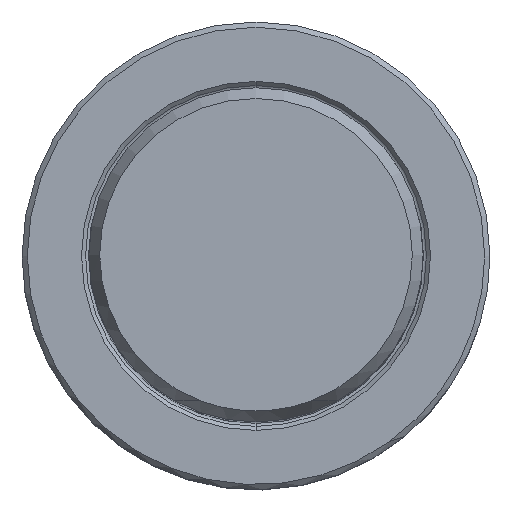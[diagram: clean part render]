
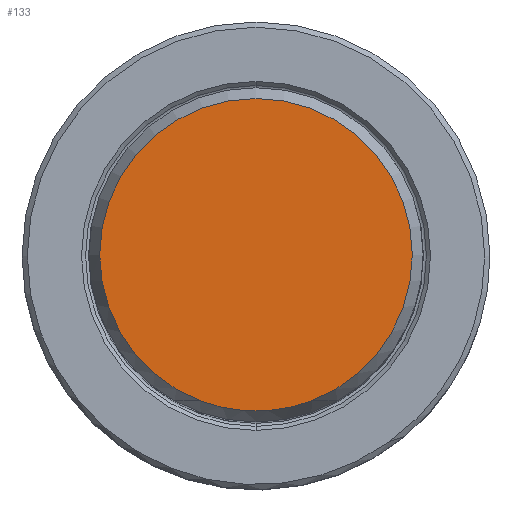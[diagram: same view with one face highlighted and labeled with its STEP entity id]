
A CAD part, top view. The second image highlights one B-rep face of the part: STEP entity #133.
In plain terms, the highlighted planar face has unit normal (0, 0, 1).
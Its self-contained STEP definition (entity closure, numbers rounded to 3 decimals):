
#40=PLANE('',#1250);
#133=ADVANCED_FACE('',(#221),#40,.F.);
#221=FACE_OUTER_BOUND('',#285,.T.);
#285=EDGE_LOOP('',(#461,#462,#463,#464));
#461=ORIENTED_EDGE('',*,*,#764,.F.);
#462=ORIENTED_EDGE('',*,*,#765,.F.);
#463=ORIENTED_EDGE('',*,*,#766,.F.);
#464=ORIENTED_EDGE('',*,*,#767,.F.);
#645=VERTEX_POINT('',#2483);
#646=VERTEX_POINT('',#2484);
#647=VERTEX_POINT('',#2486);
#648=VERTEX_POINT('',#2488);
#764=EDGE_CURVE('',#645,#646,#931,.T.);
#765=EDGE_CURVE('',#647,#645,#932,.T.);
#766=EDGE_CURVE('',#648,#647,#933,.T.);
#767=EDGE_CURVE('',#646,#648,#934,.T.);
#931=CIRCLE('',#1246,14.847);
#932=CIRCLE('',#1247,14.847);
#933=CIRCLE('',#1248,14.847);
#934=CIRCLE('',#1249,14.847);
#1246=AXIS2_PLACEMENT_3D('',#2482,#1506,#1507);
#1247=AXIS2_PLACEMENT_3D('',#2485,#1508,#1509);
#1248=AXIS2_PLACEMENT_3D('',#2487,#1510,#1511);
#1249=AXIS2_PLACEMENT_3D('',#2489,#1512,#1513);
#1250=AXIS2_PLACEMENT_3D('',#2490,#1514,#1515);
#1506=DIRECTION('',(0.,0.,-1.));
#1507=DIRECTION('',(0.356,-0.935,0.));
#1508=DIRECTION('',(0.,0.,-1.));
#1509=DIRECTION('',(1.,0.,0.));
#1510=DIRECTION('',(0.,0.,-1.));
#1511=DIRECTION('',(-1.,0.,0.));
#1512=DIRECTION('',(0.,0.,-1.));
#1513=DIRECTION('',(-0.356,-0.935,0.));
#1514=DIRECTION('',(0.,0.,-1.));
#1515=DIRECTION('',(-1.,0.,0.));
#2482=CARTESIAN_POINT('',(0.,0.,60.33));
#2483=CARTESIAN_POINT('',(5.284,-13.875,60.33));
#2484=CARTESIAN_POINT('',(-5.284,-13.875,60.33));
#2485=CARTESIAN_POINT('',(0.,0.,60.33));
#2486=CARTESIAN_POINT('',(14.847,0.,60.33));
#2487=CARTESIAN_POINT('',(0.,0.,60.33));
#2488=CARTESIAN_POINT('',(-14.847,0.,60.33));
#2489=CARTESIAN_POINT('',(0.,0.,60.33));
#2490=CARTESIAN_POINT('',(0.,0.,60.33));
